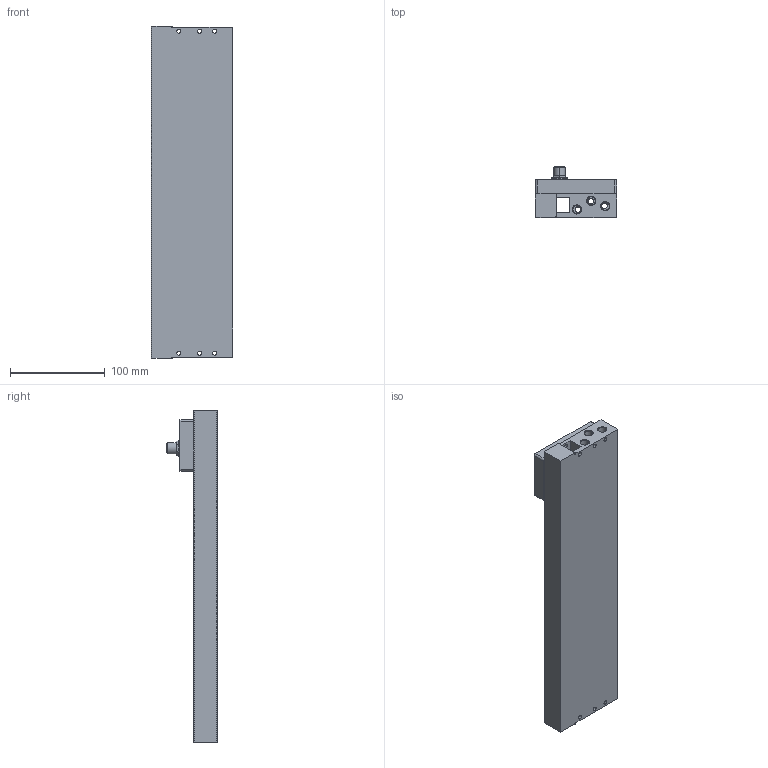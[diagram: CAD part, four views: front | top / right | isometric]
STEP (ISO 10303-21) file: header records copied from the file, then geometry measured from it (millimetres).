
FILE_DESCRIPTION (( 'STEP AP203' ), '1' );
FILE_NAME ('ES1V-24FLK32.STEP', '2022-07-26T14:18:29', ( '' ), ( '' ), 'SwSTEP 2.0', 'SolidWorks 2022', '' );
FILE_SCHEMA (( 'CONFIG_CONTROL_DESIGN' ));
Length unit declared in the file: millimetre
Products named in the file (1): ES1V-24FLK32
Bounding box: 86 x 53.6 x 351 mm (x, y, z)
Volume: 708972 mm3; surface area: 129612 mm2
Topology: 1 solids, 1 shells, 399 faces, 964 edges, 634 vertices
Faces by surface type: cylinder 176, cone 112, plane 99, bspline 12
Entity records: 12189 total; most frequent: DIRECTION 2310, CARTESIAN_POINT 2214, ORIENTED_EDGE 1928, AXIS2_PLACEMENT_3D 970, EDGE_CURVE 964, VERTEX_POINT 634, CIRCLE 582, EDGE_LOOP 490
